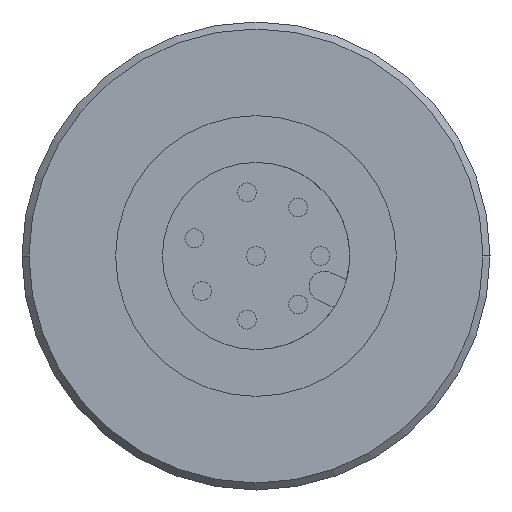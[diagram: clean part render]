
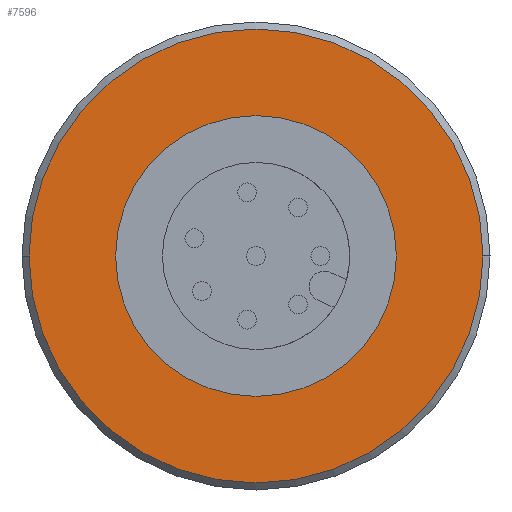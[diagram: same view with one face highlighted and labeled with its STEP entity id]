
A CAD part, front view. The second image highlights one B-rep face of the part: STEP entity #7596.
In plain terms, the highlighted planar face has unit normal (0, -1, 0).
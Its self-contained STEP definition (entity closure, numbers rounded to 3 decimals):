
#139 = DIRECTION ( 'NONE',  ( 0., -1., 0. ) ) ;
#225 = CARTESIAN_POINT ( 'NONE',  ( 0., -31.6, 6. ) ) ;
#227 = ORIENTED_EDGE ( 'NONE', *, *, #493, .T. ) ;
#238 = AXIS2_PLACEMENT_3D ( 'NONE', #760, #6308, #2842 ) ;
#329 = EDGE_CURVE ( 'NONE', #2528, #8967, #8616, .T. ) ;
#493 = EDGE_CURVE ( 'NONE', #3446, #5763, #5852, .T. ) ;
#642 = EDGE_LOOP ( 'NONE', ( #872, #4548 ) ) ;
#644 = CIRCLE ( 'NONE', #2913, 9.7 ) ;
#760 = CARTESIAN_POINT ( 'NONE',  ( 0., -31.6, 0. ) ) ;
#872 = ORIENTED_EDGE ( 'NONE', *, *, #8372, .F. ) ;
#874 = DIRECTION ( 'NONE',  ( 0., 0., -1. ) ) ;
#1261 = CARTESIAN_POINT ( 'NONE',  ( 9.7, -31.6, 0. ) ) ;
#1418 = DIRECTION ( 'NONE',  ( -1., 0., 0. ) ) ;
#2062 = DIRECTION ( 'NONE',  ( 0., 0., 1. ) ) ;
#2072 = DIRECTION ( 'NONE',  ( 0., 1., 0. ) ) ;
#2528 = VERTEX_POINT ( 'NONE', #1261 ) ;
#2615 = AXIS2_PLACEMENT_3D ( 'NONE', #7387, #6024, #5293 ) ;
#2842 = DIRECTION ( 'NONE',  ( 0., 0., 1. ) ) ;
#2913 = AXIS2_PLACEMENT_3D ( 'NONE', #3489, #2072, #1418 ) ;
#3166 = EDGE_LOOP ( 'NONE', ( #227, #6962 ) ) ;
#3446 = VERTEX_POINT ( 'NONE', #225 ) ;
#3489 = CARTESIAN_POINT ( 'NONE',  ( 0., -31.6, 0. ) ) ;
#4035 = CARTESIAN_POINT ( 'NONE',  ( 0., -31.6, 0. ) ) ;
#4548 = ORIENTED_EDGE ( 'NONE', *, *, #329, .F. ) ;
#5293 = DIRECTION ( 'NONE',  ( -1., 0., 0. ) ) ;
#5689 = PLANE ( 'NONE',  #7325 ) ;
#5763 = VERTEX_POINT ( 'NONE', #8510 ) ;
#5793 = AXIS2_PLACEMENT_3D ( 'NONE', #4035, #8445, #2062 ) ;
#5852 = CIRCLE ( 'NONE', #238, 6. ) ;
#6024 = DIRECTION ( 'NONE',  ( 0., 1., 0. ) ) ;
#6308 = DIRECTION ( 'NONE',  ( 0., 1., 0. ) ) ;
#6962 = ORIENTED_EDGE ( 'NONE', *, *, #8874, .T. ) ;
#7325 = AXIS2_PLACEMENT_3D ( 'NONE', #8497, #139, #874 ) ;
#7387 = CARTESIAN_POINT ( 'NONE',  ( 0., -31.6, 0. ) ) ;
#7565 = CIRCLE ( 'NONE', #5793, 6. ) ;
#7596 = ADVANCED_FACE ( 'NONE', ( #8384, #7697 ), #5689, .T. ) ;
#7697 = FACE_OUTER_BOUND ( 'NONE', #642, .T. ) ;
#8372 = EDGE_CURVE ( 'NONE', #8967, #2528, #644, .T. ) ;
#8384 = FACE_BOUND ( 'NONE', #3166, .T. ) ;
#8445 = DIRECTION ( 'NONE',  ( 0., 1., 0. ) ) ;
#8497 = CARTESIAN_POINT ( 'NONE',  ( 0., -31.6, 8. ) ) ;
#8510 = CARTESIAN_POINT ( 'NONE',  ( 0., -31.6, -6. ) ) ;
#8616 = CIRCLE ( 'NONE', #2615, 9.7 ) ;
#8874 = EDGE_CURVE ( 'NONE', #5763, #3446, #7565, .T. ) ;
#8967 = VERTEX_POINT ( 'NONE', #9142 ) ;
#9142 = CARTESIAN_POINT ( 'NONE',  ( -9.7, -31.6, 0. ) ) ;
